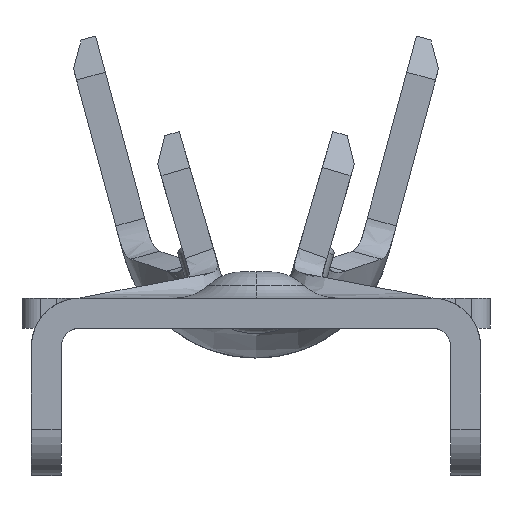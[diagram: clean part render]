
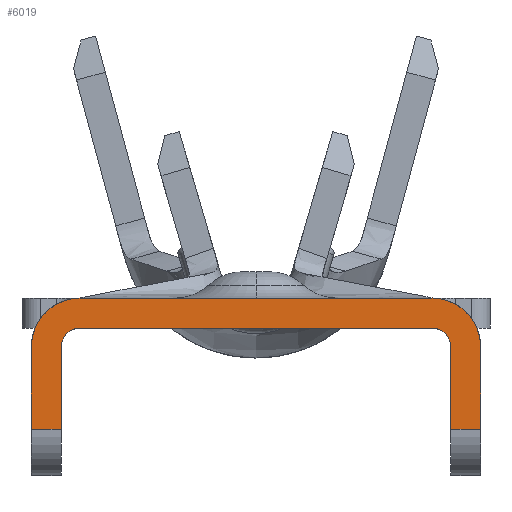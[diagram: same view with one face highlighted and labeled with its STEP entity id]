
A CAD part, left-side view. The second image highlights one B-rep face of the part: STEP entity #6019.
In plain terms, the highlighted planar face has unit normal (-1, 0, 0).
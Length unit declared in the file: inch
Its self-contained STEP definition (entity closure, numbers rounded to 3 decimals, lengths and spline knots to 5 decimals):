
#111 = VERTEX_POINT ( 'NONE', #4587 ) ;
#335 = DIRECTION ( 'NONE',  ( 1., 0., 0. ) ) ;
#406 = VERTEX_POINT ( 'NONE', #2166 ) ;
#699 = VERTEX_POINT ( 'NONE', #4605 ) ;
#1031 = VECTOR ( 'NONE', #4238, 39.37008 ) ;
#1129 = LINE ( 'NONE', #5640, #5784 ) ;
#1403 = LINE ( 'NONE', #7611, #2813 ) ;
#1500 = ORIENTED_EDGE ( 'NONE', *, *, #4135, .T. ) ;
#1556 = DIRECTION ( 'NONE',  ( -1., 0., 0. ) ) ;
#1593 = CARTESIAN_POINT ( 'NONE',  ( -0.22185, -0.104, -0.054 ) ) ;
#1607 = AXIS2_PLACEMENT_3D ( 'NONE', #3969, #335, #4592 ) ;
#1617 = CARTESIAN_POINT ( 'NONE',  ( -0.22185, -0.104, -0.054 ) ) ;
#1650 = VERTEX_POINT ( 'NONE', #6075 ) ;
#1788 = AXIS2_PLACEMENT_3D ( 'NONE', #5197, #1556, #5822 ) ;
#1962 = CARTESIAN_POINT ( 'NONE',  ( -0.22185, 0.104, -0.054 ) ) ;
#2017 = VERTEX_POINT ( 'NONE', #3646 ) ;
#2136 = CARTESIAN_POINT ( 'NONE',  ( -0.22185, -0.104, -0.054 ) ) ;
#2152 = VECTOR ( 'NONE', #7556, 39.37008 ) ;
#2166 = CARTESIAN_POINT ( 'NONE',  ( -0.22185, -0.094, 0. ) ) ;
#2317 = ORIENTED_EDGE ( 'NONE', *, *, #4515, .T. ) ;
#2343 = ORIENTED_EDGE ( 'NONE', *, *, #4126, .F. ) ;
#2529 = CIRCLE ( 'NONE', #3228, 0.01 ) ;
#2813 = VECTOR ( 'NONE', #3340, 39.37008 ) ;
#2917 = VECTOR ( 'NONE', #6217, 39.37008 ) ;
#3077 = DIRECTION ( 'NONE',  ( -1., 0., 0. ) ) ;
#3195 = DIRECTION ( 'NONE',  ( 0., 0., -1. ) ) ;
#3228 = AXIS2_PLACEMENT_3D ( 'NONE', #3253, #7528, #3864 ) ;
#3253 = CARTESIAN_POINT ( 'NONE',  ( -0.22185, 0.094, -0.01 ) ) ;
#3297 = EDGE_CURVE ( 'NONE', #5543, #111, #3318, .T. ) ;
#3318 = LINE ( 'NONE', #6450, #4761 ) ;
#3328 = EDGE_LOOP ( 'NONE', ( #2343, #1500, #5072, #3579, #5609, #7290, #4408, #4866, #6171, #2317, #4518, #4092 ) ) ;
#3340 = DIRECTION ( 'NONE',  ( 0., 0., -1. ) ) ;
#3394 = LINE ( 'NONE', #2136, #7897 ) ;
#3417 = DIRECTION ( 'NONE',  ( 0., 0., -1. ) ) ;
#3453 = VERTEX_POINT ( 'NONE', #4313 ) ;
#3482 = FACE_OUTER_BOUND ( 'NONE', #3328, .T. ) ;
#3579 = ORIENTED_EDGE ( 'NONE', *, *, #4189, .T. ) ;
#3640 = VERTEX_POINT ( 'NONE', #1593 ) ;
#3646 = CARTESIAN_POINT ( 'NONE',  ( -0.22185, -0.104, -0.01 ) ) ;
#3733 = VERTEX_POINT ( 'NONE', #4718 ) ;
#3847 = CARTESIAN_POINT ( 'NONE',  ( -0.22185, 0.12, 0.016 ) ) ;
#3864 = DIRECTION ( 'NONE',  ( 0., 1., 0. ) ) ;
#3880 = DIRECTION ( 'NONE',  ( 0., 1., 0. ) ) ;
#3969 = CARTESIAN_POINT ( 'NONE',  ( -0.22185, -0.094, -0.01 ) ) ;
#4092 = ORIENTED_EDGE ( 'NONE', *, *, #4586, .T. ) ;
#4126 = EDGE_CURVE ( 'NONE', #699, #7557, #1403, .T. ) ;
#4135 = EDGE_CURVE ( 'NONE', #699, #6696, #5883, .T. ) ;
#4173 = EDGE_CURVE ( 'NONE', #3453, #6696, #7500, .T. ) ;
#4189 = EDGE_CURVE ( 'NONE', #3453, #5543, #5507, .T. ) ;
#4238 = DIRECTION ( 'NONE',  ( 0., -1., 0. ) ) ;
#4265 = VECTOR ( 'NONE', #5260, 39.37008 ) ;
#4288 = EDGE_CURVE ( 'NONE', #3733, #111, #7797, .T. ) ;
#4313 = CARTESIAN_POINT ( 'NONE',  ( -0.22185, 0.094, 0.016 ) ) ;
#4331 = EDGE_CURVE ( 'NONE', #1650, #3733, #1129, .T. ) ;
#4384 = EDGE_CURVE ( 'NONE', #1650, #6500, #2529, .T. ) ;
#4408 = ORIENTED_EDGE ( 'NONE', *, *, #4331, .F. ) ;
#4423 = EDGE_CURVE ( 'NONE', #6500, #406, #5406, .T. ) ;
#4515 = EDGE_CURVE ( 'NONE', #406, #2017, #5013, .T. ) ;
#4518 = ORIENTED_EDGE ( 'NONE', *, *, #4533, .T. ) ;
#4525 = CARTESIAN_POINT ( 'NONE',  ( -0.22185, 0.094, 0. ) ) ;
#4533 = EDGE_CURVE ( 'NONE', #2017, #3640, #3394, .T. ) ;
#4558 = CARTESIAN_POINT ( 'NONE',  ( -0.22185, 0.12, -0.01 ) ) ;
#4586 = EDGE_CURVE ( 'NONE', #3640, #7557, #7489, .T. ) ;
#4587 = CARTESIAN_POINT ( 'NONE',  ( -0.22185, 0.12, -0.054 ) ) ;
#4592 = DIRECTION ( 'NONE',  ( 0., 1., 0. ) ) ;
#4605 = CARTESIAN_POINT ( 'NONE',  ( -0.22185, -0.12, -0.01 ) ) ;
#4718 = CARTESIAN_POINT ( 'NONE',  ( -0.22185, 0.104, -0.054 ) ) ;
#4761 = VECTOR ( 'NONE', #3417, 39.37008 ) ;
#4866 = ORIENTED_EDGE ( 'NONE', *, *, #4384, .T. ) ;
#5013 = CIRCLE ( 'NONE', #1607, 0.01 ) ;
#5072 = ORIENTED_EDGE ( 'NONE', *, *, #4173, .F. ) ;
#5122 = CARTESIAN_POINT ( 'NONE',  ( -0.22185, 0.12, 0. ) ) ;
#5197 = CARTESIAN_POINT ( 'NONE',  ( -0.22185, -0.094, -0.01 ) ) ;
#5260 = DIRECTION ( 'NONE',  ( 0., -1., 0. ) ) ;
#5406 = LINE ( 'NONE', #5122, #2152 ) ;
#5507 = CIRCLE ( 'NONE', #6199, 0.026 ) ;
#5543 = VERTEX_POINT ( 'NONE', #4558 ) ;
#5609 = ORIENTED_EDGE ( 'NONE', *, *, #3297, .T. ) ;
#5640 = CARTESIAN_POINT ( 'NONE',  ( -0.22185, 0.104, -0.054 ) ) ;
#5704 = PLANE ( 'NONE',  #6684 ) ;
#5784 = VECTOR ( 'NONE', #3195, 39.37008 ) ;
#5822 = DIRECTION ( 'NONE',  ( 0., 1., 0. ) ) ;
#5883 = CIRCLE ( 'NONE', #1788, 0.026 ) ;
#6019 = ADVANCED_FACE ( 'NONE', ( #3482 ), #5704, .F. ) ;
#6075 = CARTESIAN_POINT ( 'NONE',  ( -0.22185, 0.104, -0.01 ) ) ;
#6171 = ORIENTED_EDGE ( 'NONE', *, *, #4423, .T. ) ;
#6199 = AXIS2_PLACEMENT_3D ( 'NONE', #6728, #3077, #7354 ) ;
#6217 = DIRECTION ( 'NONE',  ( 0., 1., 0. ) ) ;
#6418 = DIRECTION ( 'NONE',  ( 0., 0., -1. ) ) ;
#6450 = CARTESIAN_POINT ( 'NONE',  ( -0.22185, 0.12, 0.016 ) ) ;
#6500 = VERTEX_POINT ( 'NONE', #4525 ) ;
#6684 = AXIS2_PLACEMENT_3D ( 'NONE', #3847, #7541, #3880 ) ;
#6696 = VERTEX_POINT ( 'NONE', #7177 ) ;
#6728 = CARTESIAN_POINT ( 'NONE',  ( -0.22185, 0.094, -0.01 ) ) ;
#6899 = CARTESIAN_POINT ( 'NONE',  ( -0.22185, -0.12, -0.054 ) ) ;
#7177 = CARTESIAN_POINT ( 'NONE',  ( -0.22185, -0.094, 0.016 ) ) ;
#7290 = ORIENTED_EDGE ( 'NONE', *, *, #4288, .F. ) ;
#7354 = DIRECTION ( 'NONE',  ( 0., 1., 0. ) ) ;
#7489 = LINE ( 'NONE', #1617, #4265 ) ;
#7500 = LINE ( 'NONE', #7865, #1031 ) ;
#7528 = DIRECTION ( 'NONE',  ( 1., 0., 0. ) ) ;
#7541 = DIRECTION ( 'NONE',  ( 1., 0., 0. ) ) ;
#7556 = DIRECTION ( 'NONE',  ( 0., -1., 0. ) ) ;
#7557 = VERTEX_POINT ( 'NONE', #6899 ) ;
#7611 = CARTESIAN_POINT ( 'NONE',  ( -0.22185, -0.12, 0.016 ) ) ;
#7797 = LINE ( 'NONE', #1962, #2917 ) ;
#7865 = CARTESIAN_POINT ( 'NONE',  ( -0.22185, 0.12, 0.016 ) ) ;
#7897 = VECTOR ( 'NONE', #6418, 39.37008 ) ;
